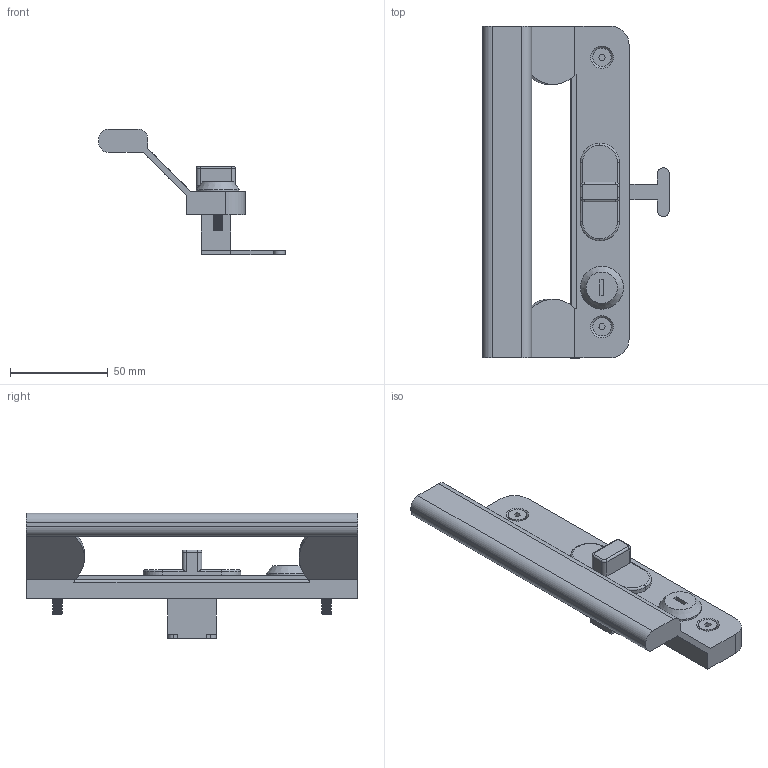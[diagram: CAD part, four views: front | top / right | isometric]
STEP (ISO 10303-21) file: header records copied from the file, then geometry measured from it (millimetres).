
FILE_DESCRIPTION (( 'STEP AP203' ), '1' );
FILE_NAME ('AL-PNDS30.LK.L.STEP', '2022-12-21T13:46:16', ( '' ), ( '' ), 'SwSTEP 2.0', 'SolidWorks 2021', '' );
FILE_SCHEMA (( 'CONFIG_CONTROL_DESIGN' ));
Length unit declared in the file: millimetre
Products named in the file (1): AL-PNDS30.LK.L
Bounding box: 95.5 x 170 x 64.5 mm (x, y, z)
Surface area: 35443.7 mm2 (no closed solid volume)
Topology: 0 solids, 30 shells, 167 faces, 429 edges, 267 vertices
Faces by surface type: plane 57, cylinder 53, bspline 46, torus 8, cone 3
Full cylindrical faces by diameter (mm): 5 x20, 5.5 x2, 9.43 x2, 22 x1
Entity records: 5481 total; most frequent: CARTESIAN_POINT 1828, DIRECTION 730, ORIENTED_EDGE 625, EDGE_CURVE 355, AXIS2_PLACEMENT_3D 283, VERTEX_POINT 267, EDGE_LOOP 248, FACE_OUTER_BOUND 214
